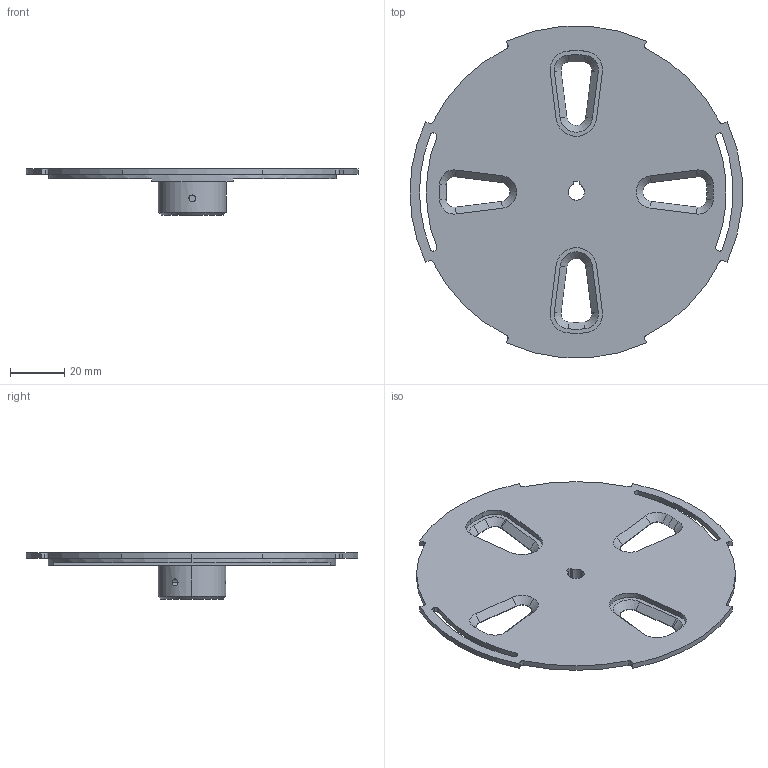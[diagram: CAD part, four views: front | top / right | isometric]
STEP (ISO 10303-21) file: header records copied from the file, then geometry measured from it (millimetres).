
FILE_DESCRIPTION (( 'STEP AP203' ), '1' );
FILE_NAME ('30072-B.step', '2019-07-26T00:24:39', ( '' ), ( '' ), 'SwSTEP 2.0', 'SolidWorks 2017', '' );
FILE_SCHEMA (( 'CONFIG_CONTROL_DESIGN' ));
Length unit declared in the file: millimetre
Products named in the file (1): 30072-B
Bounding box: 122.27 x 122.03 x 17 mm (x, y, z)
Volume: 39868.5 mm3; surface area: 24890.3 mm2
Topology: 1 solids, 1 shells, 161 faces, 429 edges, 276 vertices
Faces by surface type: cylinder 88, plane 51, cone 22
Entity records: 5380 total; most frequent: CARTESIAN_POINT 1101, DIRECTION 931, ORIENTED_EDGE 858, EDGE_CURVE 429, AXIS2_PLACEMENT_3D 352, VERTEX_POINT 276, LINE 227, VECTOR 227
